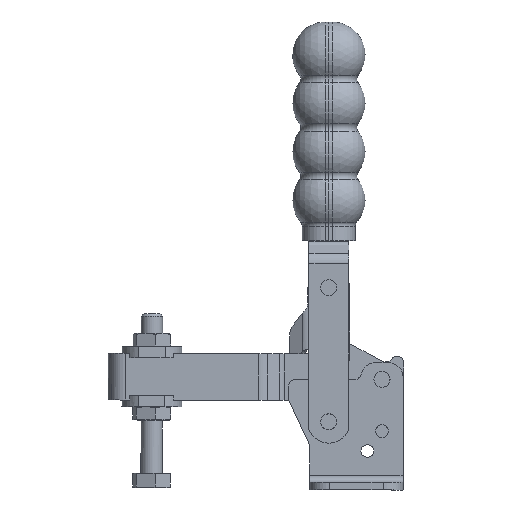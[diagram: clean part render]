
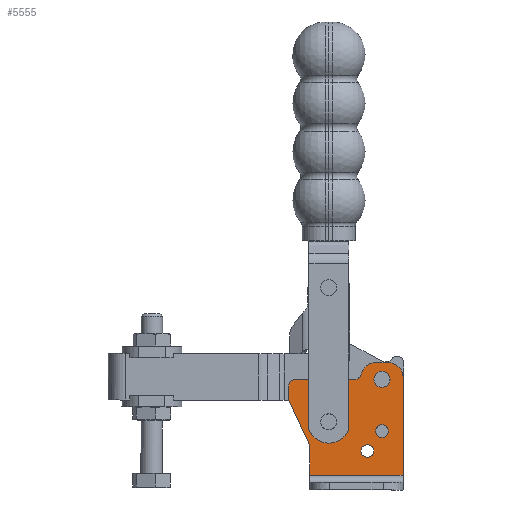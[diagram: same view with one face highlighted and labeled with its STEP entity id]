
A CAD part, front view. The second image highlights one B-rep face of the part: STEP entity #5555.
In plain terms, the highlighted planar face has unit normal (0, -1, 0).
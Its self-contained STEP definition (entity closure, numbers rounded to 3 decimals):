
#254=CIRCLE('',#5988,3.025);
#255=CIRCLE('',#5989,2.375);
#256=CIRCLE('',#5990,2.375);
#257=CIRCLE('',#5991,4.773);
#258=CIRCLE('',#5992,5.5);
#259=CIRCLE('',#5993,5.5);
#260=CIRCLE('',#5994,2.5);
#261=CIRCLE('',#5995,2.5);
#781=VERTEX_POINT('',#8452);
#782=VERTEX_POINT('',#8454);
#783=VERTEX_POINT('',#8456);
#784=VERTEX_POINT('',#8458);
#785=VERTEX_POINT('',#8460);
#786=VERTEX_POINT('',#8461);
#787=VERTEX_POINT('',#8463);
#788=VERTEX_POINT('',#8465);
#789=VERTEX_POINT('',#8467);
#790=VERTEX_POINT('',#8469);
#791=VERTEX_POINT('',#8471);
#792=VERTEX_POINT('',#8473);
#793=VERTEX_POINT('',#8475);
#794=VERTEX_POINT('',#8477);
#795=VERTEX_POINT('',#8479);
#1308=VECTOR('',#6861,1.);
#1309=VECTOR('',#6862,1.);
#1310=VECTOR('',#6865,1.);
#1311=VECTOR('',#6870,1.);
#1312=VECTOR('',#6873,1.);
#1313=VECTOR('',#6874,1.);
#1314=VECTOR('',#6875,1.);
#1706=LINE('',#8459,#1308);
#1707=LINE('',#8462,#1309);
#1708=LINE('',#8466,#1310);
#1709=LINE('',#8472,#1311);
#1710=LINE('',#8476,#1312);
#1711=LINE('',#8478,#1313);
#1712=LINE('',#8480,#1314);
#2164=EDGE_CURVE('',#781,#781,#254,.T.);
#2165=EDGE_CURVE('',#782,#782,#255,.T.);
#2166=EDGE_CURVE('',#783,#783,#256,.T.);
#2167=EDGE_CURVE('',#784,#784,#257,.T.);
#2168=EDGE_CURVE('',#785,#786,#1706,.T.);
#2169=EDGE_CURVE('',#787,#785,#1707,.T.);
#2170=EDGE_CURVE('',#788,#787,#258,.T.);
#2171=EDGE_CURVE('',#789,#788,#1708,.T.);
#2172=EDGE_CURVE('',#790,#789,#259,.T.);
#2173=EDGE_CURVE('',#791,#790,#260,.T.);
#2174=EDGE_CURVE('',#792,#791,#1709,.T.);
#2175=EDGE_CURVE('',#793,#792,#261,.T.);
#2176=EDGE_CURVE('',#794,#793,#1710,.T.);
#2177=EDGE_CURVE('',#795,#794,#1711,.T.);
#2178=EDGE_CURVE('',#786,#795,#1712,.T.);
#3131=ORIENTED_EDGE('',*,*,#2164,.T.);
#3132=ORIENTED_EDGE('',*,*,#2165,.T.);
#3133=ORIENTED_EDGE('',*,*,#2166,.T.);
#3134=ORIENTED_EDGE('',*,*,#2167,.T.);
#3135=ORIENTED_EDGE('',*,*,#2168,.F.);
#3136=ORIENTED_EDGE('',*,*,#2169,.F.);
#3137=ORIENTED_EDGE('',*,*,#2170,.F.);
#3138=ORIENTED_EDGE('',*,*,#2171,.F.);
#3139=ORIENTED_EDGE('',*,*,#2172,.F.);
#3140=ORIENTED_EDGE('',*,*,#2173,.F.);
#3141=ORIENTED_EDGE('',*,*,#2174,.F.);
#3142=ORIENTED_EDGE('',*,*,#2175,.F.);
#3143=ORIENTED_EDGE('',*,*,#2176,.F.);
#3144=ORIENTED_EDGE('',*,*,#2177,.F.);
#3145=ORIENTED_EDGE('',*,*,#2178,.F.);
#4547=EDGE_LOOP('',(#3131));
#4548=EDGE_LOOP('',(#3132));
#4549=EDGE_LOOP('',(#3133));
#4550=EDGE_LOOP('',(#3134));
#4551=EDGE_LOOP('',(#3135,#3136,#3137,#3138,#3139,#3140,#3141,#3142,#3143,
#3144,#3145));
#5057=FACE_BOUND('',#4547,.T.);
#5058=FACE_BOUND('',#4548,.T.);
#5059=FACE_BOUND('',#4549,.T.);
#5060=FACE_BOUND('',#4550,.T.);
#5061=FACE_BOUND('',#4551,.T.);
#5555=ADVANCED_FACE('',(#5057,#5058,#5059,#5060,#5061),#10152,.T.);
#5987=AXIS2_PLACEMENT_3D('',#8450,#6852,$);
#5988=AXIS2_PLACEMENT_3D('',#8451,#6853,#6854);
#5989=AXIS2_PLACEMENT_3D('',#8453,#6855,#6856);
#5990=AXIS2_PLACEMENT_3D('',#8455,#6857,#6858);
#5991=AXIS2_PLACEMENT_3D('',#8457,#6859,#6860);
#5992=AXIS2_PLACEMENT_3D('',#8464,#6863,#6864);
#5993=AXIS2_PLACEMENT_3D('',#8468,#6866,#6867);
#5994=AXIS2_PLACEMENT_3D('',#8470,#6868,#6869);
#5995=AXIS2_PLACEMENT_3D('',#8474,#6871,#6872);
#6852=DIRECTION('',(0.,-1.,0.));
#6853=DIRECTION('',(0.,1.,0.));
#6854=DIRECTION('',(3.025,0.,0.));
#6855=DIRECTION('',(0.,1.,0.));
#6856=DIRECTION('',(2.375,0.,0.));
#6857=DIRECTION('',(0.,1.,0.));
#6858=DIRECTION('',(2.375,0.,0.));
#6859=DIRECTION('',(0.,1.,0.));
#6860=DIRECTION('',(4.773,0.,0.));
#6861=DIRECTION('',(-1.,0.,0.));
#6862=DIRECTION('',(0.,0.,-1.));
#6863=DIRECTION('',(0.,1.,0.));
#6864=DIRECTION('',(3.889,0.,3.889));
#6865=DIRECTION('',(1.,0.,0.));
#6866=DIRECTION('',(0.,1.,0.));
#6867=DIRECTION('',(-3.889,0.,3.889));
#6868=DIRECTION('',(0.,-1.,0.));
#6869=DIRECTION('',(0.,0.,2.5));
#6870=DIRECTION('',(1.,0.,0.));
#6871=DIRECTION('',(0.,1.,0.));
#6872=DIRECTION('',(-1.768,0.,1.768));
#6873=DIRECTION('',(0.,0.,1.));
#6874=DIRECTION('',(-0.423,0.,0.906));
#6875=DIRECTION('',(0.,0.,1.));
#8450=CARTESIAN_POINT('',(192.765,521.141,-6.147));
#8451=CARTESIAN_POINT('',(203.433,521.141,17.637));
#8452=CARTESIAN_POINT('',(206.458,521.141,17.637));
#8453=CARTESIAN_POINT('',(203.433,521.141,-1.793));
#8454=CARTESIAN_POINT('',(205.808,521.141,-1.793));
#8455=CARTESIAN_POINT('',(197.893,521.141,-9.293));
#8456=CARTESIAN_POINT('',(200.268,521.141,-9.293));
#8457=CARTESIAN_POINT('',(183.453,521.141,1.667));
#8458=CARTESIAN_POINT('',(188.226,521.141,1.667));
#8459=CARTESIAN_POINT('',(193.295,521.141,-18.437));
#8460=CARTESIAN_POINT('',(211.333,521.141,-18.437));
#8461=CARTESIAN_POINT('',(176.333,521.141,-18.437));
#8462=CARTESIAN_POINT('',(211.333,521.141,39.048));
#8463=CARTESIAN_POINT('',(211.333,521.141,18.437));
#8464=CARTESIAN_POINT('',(205.833,521.141,18.437));
#8465=CARTESIAN_POINT('',(205.833,521.141,23.937));
#8466=CARTESIAN_POINT('',(284.236,521.141,23.937));
#8467=CARTESIAN_POINT('',(201.033,521.141,23.937));
#8468=CARTESIAN_POINT('',(201.033,521.141,18.437));
#8469=CARTESIAN_POINT('',(195.659,521.141,19.605));
#8470=CARTESIAN_POINT('',(193.216,521.141,20.137));
#8471=CARTESIAN_POINT('',(193.216,521.141,17.637));
#8472=CARTESIAN_POINT('',(208.598,521.141,17.637));
#8473=CARTESIAN_POINT('',(170.933,521.141,17.637));
#8474=CARTESIAN_POINT('',(170.933,521.141,15.137));
#8475=CARTESIAN_POINT('',(168.433,521.141,15.137));
#8476=CARTESIAN_POINT('',(168.433,521.141,23.635));
#8477=CARTESIAN_POINT('',(168.433,521.141,9.737));
#8478=CARTESIAN_POINT('',(177.317,521.141,-9.315));
#8479=CARTESIAN_POINT('',(176.333,521.141,-7.205));
#8480=CARTESIAN_POINT('',(176.333,521.141,-1.322));
#10152=PLANE('',#5987);
